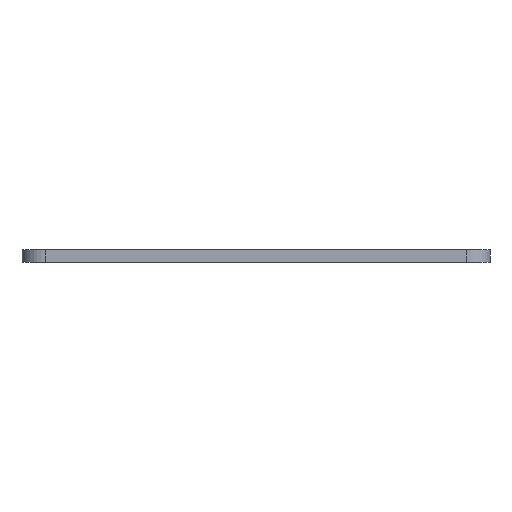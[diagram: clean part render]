
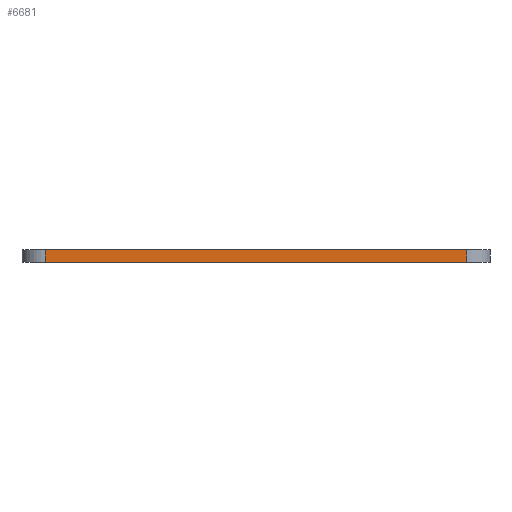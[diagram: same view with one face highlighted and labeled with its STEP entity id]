
A CAD part, left-side view. The second image highlights one B-rep face of the part: STEP entity #6681.
In plain terms, the highlighted planar face has unit normal (-1, 0, 0).
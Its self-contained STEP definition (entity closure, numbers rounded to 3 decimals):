
#83 = PLANE('',#84);
#84 = AXIS2_PLACEMENT_3D('',#85,#86,#87);
#85 = CARTESIAN_POINT('',(40.,30.,1.6));
#86 = DIRECTION('',(-0.,-0.,-1.));
#87 = DIRECTION('',(-1.,0.,0.));
#137 = PLANE('',#138);
#138 = AXIS2_PLACEMENT_3D('',#139,#140,#141);
#139 = CARTESIAN_POINT('',(40.,30.,0.));
#140 = DIRECTION('',(-0.,-0.,-1.));
#141 = DIRECTION('',(-1.,0.,0.));
#350 = VERTEX_POINT('',#351);
#351 = CARTESIAN_POINT('',(0.,3.,0.));
#370 = CYLINDRICAL_SURFACE('',#371,3.);
#371 = AXIS2_PLACEMENT_3D('',#372,#373,#374);
#372 = CARTESIAN_POINT('',(3.,3.,0.));
#373 = DIRECTION('',(-0.,-0.,-1.));
#374 = DIRECTION('',(1.,0.,-0.));
#382 = EDGE_CURVE('',#350,#383,#385,.T.);
#383 = VERTEX_POINT('',#384);
#384 = CARTESIAN_POINT('',(0.,57.,0.));
#385 = SURFACE_CURVE('',#386,(#390,#397),.PCURVE_S1.);
#386 = LINE('',#387,#388);
#387 = CARTESIAN_POINT('',(0.,3.,0.));
#388 = VECTOR('',#389,1.);
#389 = DIRECTION('',(0.,1.,0.));
#390 = PCURVE('',#137,#391);
#391 = DEFINITIONAL_REPRESENTATION('',(#392),#396);
#392 = LINE('',#393,#394);
#393 = CARTESIAN_POINT('',(40.,-27.));
#394 = VECTOR('',#395,1.);
#395 = DIRECTION('',(0.,1.));
#396 = ( GEOMETRIC_REPRESENTATION_CONTEXT(2) 
PARAMETRIC_REPRESENTATION_CONTEXT() REPRESENTATION_CONTEXT('2D SPACE',''
  ) );
#397 = PCURVE('',#398,#403);
#398 = PLANE('',#399);
#399 = AXIS2_PLACEMENT_3D('',#400,#401,#402);
#400 = CARTESIAN_POINT('',(0.,3.,0.));
#401 = DIRECTION('',(-1.,0.,0.));
#402 = DIRECTION('',(0.,1.,0.));
#403 = DEFINITIONAL_REPRESENTATION('',(#404),#408);
#404 = LINE('',#405,#406);
#405 = CARTESIAN_POINT('',(0.,0.));
#406 = VECTOR('',#407,1.);
#407 = DIRECTION('',(1.,0.));
#408 = ( GEOMETRIC_REPRESENTATION_CONTEXT(2) 
PARAMETRIC_REPRESENTATION_CONTEXT() REPRESENTATION_CONTEXT('2D SPACE',''
  ) );
#431 = CYLINDRICAL_SURFACE('',#432,3.);
#432 = AXIS2_PLACEMENT_3D('',#433,#434,#435);
#433 = CARTESIAN_POINT('',(3.,57.,0.));
#434 = DIRECTION('',(-0.,-0.,-1.));
#435 = DIRECTION('',(1.,0.,-0.));
#3714 = VERTEX_POINT('',#3715);
#3715 = CARTESIAN_POINT('',(0.,3.,1.6));
#3741 = EDGE_CURVE('',#3714,#3742,#3744,.T.);
#3742 = VERTEX_POINT('',#3743);
#3743 = CARTESIAN_POINT('',(0.,57.,1.6));
#3744 = SURFACE_CURVE('',#3745,(#3749,#3756),.PCURVE_S1.);
#3745 = LINE('',#3746,#3747);
#3746 = CARTESIAN_POINT('',(0.,3.,1.6));
#3747 = VECTOR('',#3748,1.);
#3748 = DIRECTION('',(0.,1.,0.));
#3749 = PCURVE('',#83,#3750);
#3750 = DEFINITIONAL_REPRESENTATION('',(#3751),#3755);
#3751 = LINE('',#3752,#3753);
#3752 = CARTESIAN_POINT('',(40.,-27.));
#3753 = VECTOR('',#3754,1.);
#3754 = DIRECTION('',(0.,1.));
#3755 = ( GEOMETRIC_REPRESENTATION_CONTEXT(2) 
PARAMETRIC_REPRESENTATION_CONTEXT() REPRESENTATION_CONTEXT('2D SPACE',''
  ) );
#3756 = PCURVE('',#398,#3757);
#3757 = DEFINITIONAL_REPRESENTATION('',(#3758),#3762);
#3758 = LINE('',#3759,#3760);
#3759 = CARTESIAN_POINT('',(0.,-1.6));
#3760 = VECTOR('',#3761,1.);
#3761 = DIRECTION('',(1.,0.));
#3762 = ( GEOMETRIC_REPRESENTATION_CONTEXT(2) 
PARAMETRIC_REPRESENTATION_CONTEXT() REPRESENTATION_CONTEXT('2D SPACE',''
  ) );
#6633 = EDGE_CURVE('',#383,#3742,#6634,.T.);
#6634 = SURFACE_CURVE('',#6635,(#6639,#6646),.PCURVE_S1.);
#6635 = LINE('',#6636,#6637);
#6636 = CARTESIAN_POINT('',(0.,57.,0.));
#6637 = VECTOR('',#6638,1.);
#6638 = DIRECTION('',(0.,0.,1.));
#6639 = PCURVE('',#431,#6640);
#6640 = DEFINITIONAL_REPRESENTATION('',(#6641),#6645);
#6641 = LINE('',#6642,#6643);
#6642 = CARTESIAN_POINT('',(-3.142,0.));
#6643 = VECTOR('',#6644,1.);
#6644 = DIRECTION('',(-0.,-1.));
#6645 = ( GEOMETRIC_REPRESENTATION_CONTEXT(2) 
PARAMETRIC_REPRESENTATION_CONTEXT() REPRESENTATION_CONTEXT('2D SPACE',''
  ) );
#6646 = PCURVE('',#398,#6647);
#6647 = DEFINITIONAL_REPRESENTATION('',(#6648),#6652);
#6648 = LINE('',#6649,#6650);
#6649 = CARTESIAN_POINT('',(54.,0.));
#6650 = VECTOR('',#6651,1.);
#6651 = DIRECTION('',(0.,-1.));
#6652 = ( GEOMETRIC_REPRESENTATION_CONTEXT(2) 
PARAMETRIC_REPRESENTATION_CONTEXT() REPRESENTATION_CONTEXT('2D SPACE',''
  ) );
#6658 = EDGE_CURVE('',#350,#3714,#6659,.T.);
#6659 = SURFACE_CURVE('',#6660,(#6664,#6671),.PCURVE_S1.);
#6660 = LINE('',#6661,#6662);
#6661 = CARTESIAN_POINT('',(0.,3.,0.));
#6662 = VECTOR('',#6663,1.);
#6663 = DIRECTION('',(0.,0.,1.));
#6664 = PCURVE('',#370,#6665);
#6665 = DEFINITIONAL_REPRESENTATION('',(#6666),#6670);
#6666 = LINE('',#6667,#6668);
#6667 = CARTESIAN_POINT('',(-3.142,0.));
#6668 = VECTOR('',#6669,1.);
#6669 = DIRECTION('',(-0.,-1.));
#6670 = ( GEOMETRIC_REPRESENTATION_CONTEXT(2) 
PARAMETRIC_REPRESENTATION_CONTEXT() REPRESENTATION_CONTEXT('2D SPACE',''
  ) );
#6671 = PCURVE('',#398,#6672);
#6672 = DEFINITIONAL_REPRESENTATION('',(#6673),#6677);
#6673 = LINE('',#6674,#6675);
#6674 = CARTESIAN_POINT('',(0.,0.));
#6675 = VECTOR('',#6676,1.);
#6676 = DIRECTION('',(0.,-1.));
#6677 = ( GEOMETRIC_REPRESENTATION_CONTEXT(2) 
PARAMETRIC_REPRESENTATION_CONTEXT() REPRESENTATION_CONTEXT('2D SPACE',''
  ) );
#6681 = ADVANCED_FACE('',(#6682),#398,.T.);
#6682 = FACE_BOUND('',#6683,.T.);
#6683 = EDGE_LOOP('',(#6684,#6685,#6686,#6687));
#6684 = ORIENTED_EDGE('',*,*,#6658,.T.);
#6685 = ORIENTED_EDGE('',*,*,#3741,.T.);
#6686 = ORIENTED_EDGE('',*,*,#6633,.F.);
#6687 = ORIENTED_EDGE('',*,*,#382,.F.);
